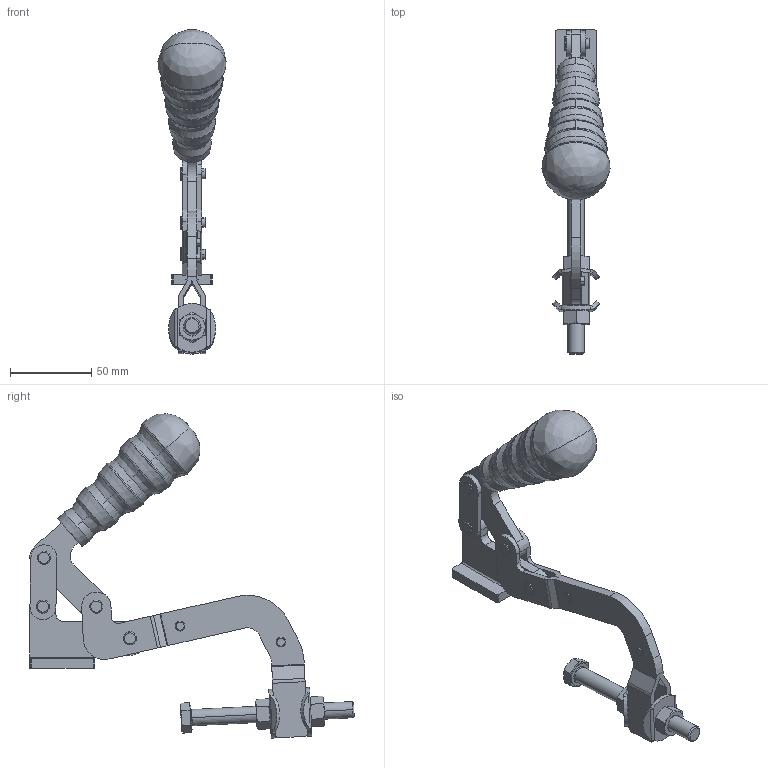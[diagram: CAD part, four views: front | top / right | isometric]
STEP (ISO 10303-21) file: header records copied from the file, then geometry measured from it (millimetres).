
FILE_DESCRIPTION((''),'2;1');
FILE_NAME('501-opened.stp','2005-09-28T09:21:17',('Kysilko'),(''),'Autodesk Inventor 8','Autodesk Inventor 8','');
FILE_SCHEMA(('AUTOMOTIVE_DESIGN { 1 0 10303 214 1 1 1 1 }'));
Length unit declared in the file: millimetre
Products named in the file (1): Part43
Bounding box: 41.84 x 199.46 x 199.41 mm (x, y, z)
Volume: 148522.5 mm3; surface area: 46803 mm2
Topology: 1 solids, 2 shells, 399 faces, 1035 edges, 640 vertices
Faces by surface type: plane 114, cylinder 102, bspline 97, cone 60, torus 26
Entity records: 15300 total; most frequent: CARTESIAN_POINT 5722, DIRECTION 2047, ORIENTED_EDGE 2042, EDGE_CURVE 1021, AXIS2_PLACEMENT_3D 801, VERTEX_POINT 640, CIRCLE 498, VECTOR 445
